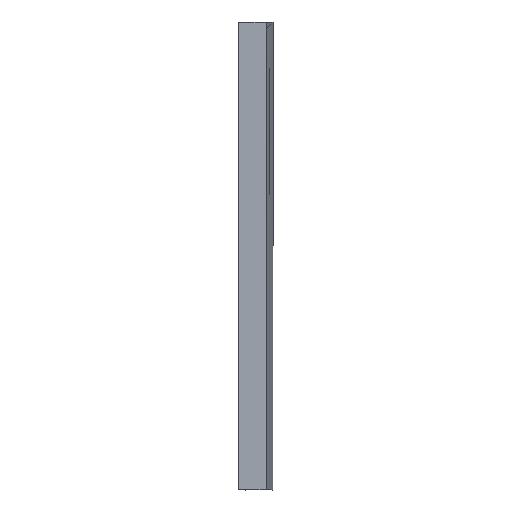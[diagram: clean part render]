
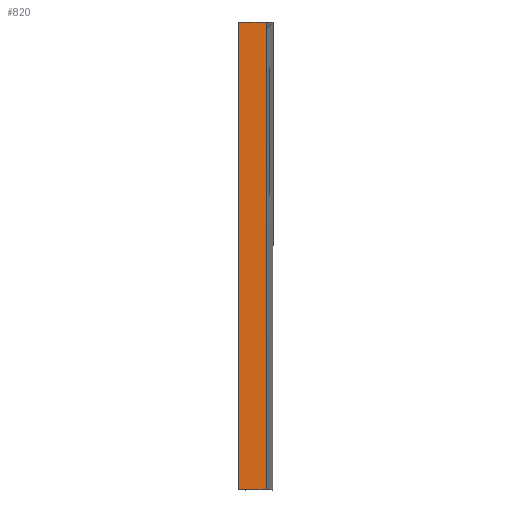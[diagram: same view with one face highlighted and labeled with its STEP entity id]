
A CAD part, left-side view. The second image highlights one B-rep face of the part: STEP entity #820.
In plain terms, the highlighted planar face has unit normal (-1, 0, 0).
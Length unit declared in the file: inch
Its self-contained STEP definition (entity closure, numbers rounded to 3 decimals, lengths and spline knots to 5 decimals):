
#62=FACE_OUTER_BOUND('',#113,.T.);
#113=EDGE_LOOP('',(#570,#571,#572,#573,#574,#575));
#180=LINE('',#1374,#244);
#181=LINE('',#1392,#245);
#182=LINE('',#1394,#246);
#183=LINE('',#1396,#247);
#244=VECTOR('',#972,0.3937);
#245=VECTOR('',#985,0.3937);
#246=VECTOR('',#986,0.3937);
#247=VECTOR('',#987,0.3937);
#347=B_SPLINE_CURVE_WITH_KNOTS('',3,(#1387,#1388,#1389,#1390),
 .UNSPECIFIED.,.F.,.F.,(4,4),(0.,0.29904),.UNSPECIFIED.);
#348=B_SPLINE_CURVE_WITH_KNOTS('',3,(#1397,#1398,#1399,#1400),
 .UNSPECIFIED.,.F.,.F.,(4,4),(0.29883,0.59787),
 .UNSPECIFIED.);
#362=VERTEX_POINT('',#1184);
#368=VERTEX_POINT('',#1327);
#374=VERTEX_POINT('',#1386);
#375=VERTEX_POINT('',#1391);
#376=VERTEX_POINT('',#1393);
#377=VERTEX_POINT('',#1395);
#446=EDGE_CURVE('',#362,#368,#180,.T.);
#452=EDGE_CURVE('',#374,#368,#347,.T.);
#453=EDGE_CURVE('',#374,#375,#181,.T.);
#454=EDGE_CURVE('',#376,#375,#182,.T.);
#455=EDGE_CURVE('',#376,#377,#183,.T.);
#456=EDGE_CURVE('',#362,#377,#348,.T.);
#570=ORIENTED_EDGE('',*,*,#446,.T.);
#571=ORIENTED_EDGE('',*,*,#452,.F.);
#572=ORIENTED_EDGE('',*,*,#453,.T.);
#573=ORIENTED_EDGE('',*,*,#454,.F.);
#574=ORIENTED_EDGE('',*,*,#455,.T.);
#575=ORIENTED_EDGE('',*,*,#456,.F.);
#794=PLANE('',#895);
#820=ADVANCED_FACE('',(#62),#794,.F.);
#895=AXIS2_PLACEMENT_3D('',#1385,#983,#984);
#972=DIRECTION('',(0.,1.,0.));
#983=DIRECTION('center_axis',(1.,0.,0.));
#984=DIRECTION('ref_axis',(0.,0.,-1.));
#985=DIRECTION('',(0.,0.,-1.));
#986=DIRECTION('',(0.,1.,0.));
#987=DIRECTION('',(0.,0.,1.));
#1184=CARTESIAN_POINT('',(0.,-0.11295,8.));
#1327=CARTESIAN_POINT('',(0.,0.35949,8.));
#1374=CARTESIAN_POINT('',(0.,0.31353,8.));
#1385=CARTESIAN_POINT('Origin',(0.,0.92705,13.04759));
#1386=CARTESIAN_POINT('',(0.,0.36122,7.88229));
#1387=CARTESIAN_POINT('Ctrl Pts',(0.,0.36122,
7.88229));
#1388=CARTESIAN_POINT('Ctrl Pts',(0.,0.36122,
7.92153));
#1389=CARTESIAN_POINT('Ctrl Pts',(0.,0.36064,
7.96077));
#1390=CARTESIAN_POINT('Ctrl Pts',(0.,0.35949,
8.));
#1391=CARTESIAN_POINT('',(0.,0.36122,0.));
#1392=CARTESIAN_POINT('',(0.,0.36122,8.));
#1393=CARTESIAN_POINT('',(0.,-0.11122,0.));
#1394=CARTESIAN_POINT('',(0.,-0.23622,0.));
#1395=CARTESIAN_POINT('',(0.,-0.11122,7.88229));
#1396=CARTESIAN_POINT('',(0.,-0.11122,8.));
#1397=CARTESIAN_POINT('Ctrl Pts',(0.,-0.11295,
8.));
#1398=CARTESIAN_POINT('Ctrl Pts',(0.,-0.1118,
7.96077));
#1399=CARTESIAN_POINT('Ctrl Pts',(0.,-0.11122,
7.92153));
#1400=CARTESIAN_POINT('Ctrl Pts',(0.,-0.11122,
7.88229));
